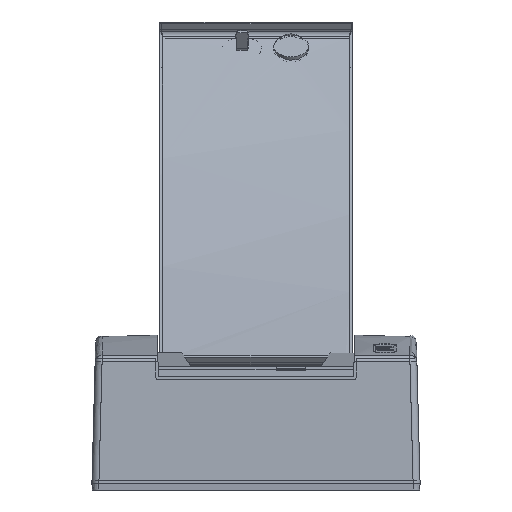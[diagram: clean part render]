
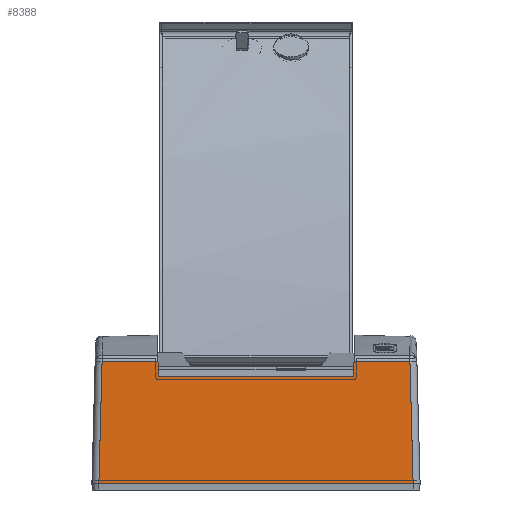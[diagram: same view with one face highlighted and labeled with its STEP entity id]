
A CAD part, left-side view. The second image highlights one B-rep face of the part: STEP entity #8388.
In plain terms, the highlighted face is planar.
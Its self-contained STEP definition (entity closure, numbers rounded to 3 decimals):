
#578=LINE('',#13328,#1362);
#580=LINE('',#13331,#1364);
#597=LINE('',#13478,#1381);
#640=LINE('',#13669,#1424);
#643=LINE('',#13720,#1427);
#644=LINE('',#13722,#1428);
#645=LINE('',#13723,#1429);
#646=LINE('',#13725,#1430);
#1362=VECTOR('',#10301,1000.);
#1364=VECTOR('',#10305,1000.);
#1381=VECTOR('',#10344,1000.);
#1424=VECTOR('',#10441,1000.);
#1427=VECTOR('',#10452,1000.);
#1428=VECTOR('',#10455,1000.);
#1429=VECTOR('',#10456,1000.);
#1430=VECTOR('',#10457,1000.);
#2782=ORIENTED_EDGE('',*,*,#4794,.T.);
#2783=ORIENTED_EDGE('',*,*,#4740,.F.);
#2784=ORIENTED_EDGE('',*,*,#4712,.T.);
#2785=ORIENTED_EDGE('',*,*,#4710,.T.);
#2786=ORIENTED_EDGE('',*,*,#4802,.T.);
#2787=ORIENTED_EDGE('',*,*,#4801,.F.);
#2788=ORIENTED_EDGE('',*,*,#4803,.F.);
#2789=ORIENTED_EDGE('',*,*,#4804,.T.);
#4710=EDGE_CURVE('',#5808,#5810,#578,.T.);
#4712=EDGE_CURVE('',#5812,#5808,#580,.T.);
#4740=EDGE_CURVE('',#5812,#5831,#597,.T.);
#4794=EDGE_CURVE('',#5865,#5831,#640,.T.);
#4801=EDGE_CURVE('',#5867,#5869,#643,.T.);
#4802=EDGE_CURVE('',#5810,#5869,#644,.T.);
#4803=EDGE_CURVE('',#5871,#5867,#645,.T.);
#4804=EDGE_CURVE('',#5871,#5865,#646,.T.);
#5808=VERTEX_POINT('',#13285);
#5810=VERTEX_POINT('',#13326);
#5812=VERTEX_POINT('',#13332);
#5831=VERTEX_POINT('',#13479);
#5865=VERTEX_POINT('',#13670);
#5867=VERTEX_POINT('',#13675);
#5869=VERTEX_POINT('',#13717);
#5871=VERTEX_POINT('',#13724);
#6882=EDGE_LOOP('',(#2782,#2783,#2784,#2785,#2786,#2787,#2788,#2789));
#7497=FACE_BOUND('',#6882,.T.);
#7991=PLANE('',#9092);
#8388=ADVANCED_FACE('',(#7497),#7991,.F.);
#9092=AXIS2_PLACEMENT_3D('',#13721,#10453,#10454);
#10301=DIRECTION('',(0.026,0.026,0.999));
#10305=DIRECTION('',(0.,1.,0.));
#10344=DIRECTION('',(0.026,-0.035,0.999));
#10441=DIRECTION('',(0.,1.,0.));
#10452=DIRECTION('',(0.026,-0.026,0.999));
#10453=DIRECTION('',(-1.,0.,0.026));
#10454=DIRECTION('',(0.,1.,0.));
#10455=DIRECTION('',(0.,-1.,0.));
#10456=DIRECTION('',(0.,-1.,0.));
#10457=DIRECTION('',(0.026,0.035,0.999));
#13285=CARTESIAN_POINT('',(195.612,228.313,-87.393));
#13326=CARTESIAN_POINT('',(197.9,230.602,0.));
#13328=CARTESIAN_POINT('',(197.823,230.524,-2.95));
#13331=CARTESIAN_POINT('',(195.612,117.8,-87.393));
#13332=CARTESIAN_POINT('',(195.612,188.163,-87.393));
#13478=CARTESIAN_POINT('',(197.961,185.029,2.346));
#13479=CARTESIAN_POINT('',(195.884,187.8,-77.002));
#13669=CARTESIAN_POINT('',(195.884,47.8,-77.002));
#13670=CARTESIAN_POINT('',(195.884,47.8,-77.002));
#13675=CARTESIAN_POINT('',(195.612,7.287,-87.393));
#13717=CARTESIAN_POINT('',(197.9,4.998,0.));
#13720=CARTESIAN_POINT('',(197.823,5.076,-2.95));
#13721=CARTESIAN_POINT('',(197.9,117.8,0.));
#13722=CARTESIAN_POINT('',(197.9,117.8,0.));
#13723=CARTESIAN_POINT('',(195.612,117.8,-87.393));
#13724=CARTESIAN_POINT('',(195.612,47.437,-87.393));
#13725=CARTESIAN_POINT('',(195.616,47.442,-87.241));
